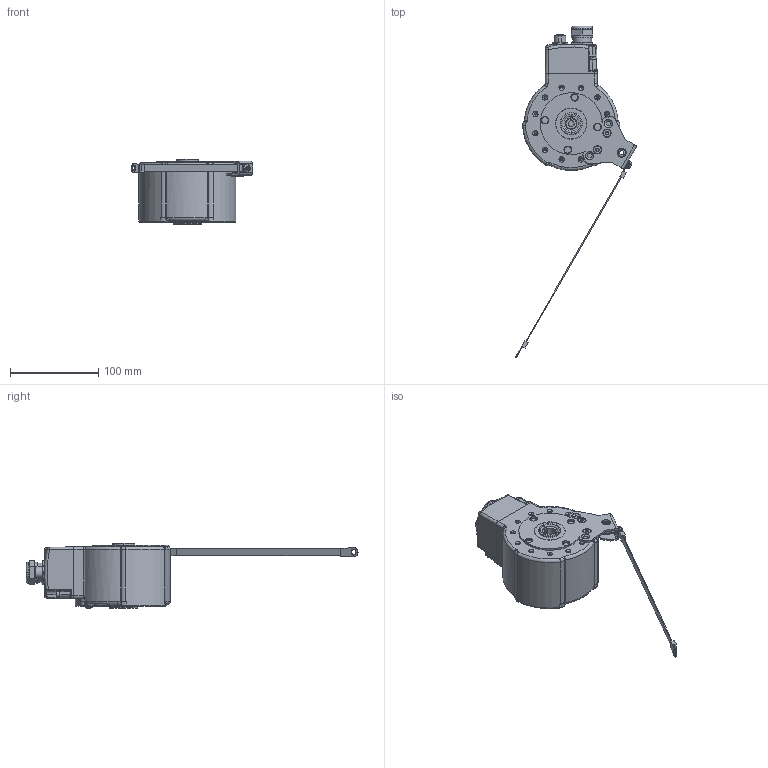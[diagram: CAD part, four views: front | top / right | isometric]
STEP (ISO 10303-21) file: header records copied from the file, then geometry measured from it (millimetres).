
FILE_DESCRIPTION((''),'2;1');
FILE_NAME('809715-K01_ASM_SW0001','2011-11-04T',('SE2994'),(''),'PRO/ENGINEER BY PARAMETRIC TECHNOLOGY CORPORATION, 2010180','PRO/ENGINEER BY PARAMETRIC TECHNOLOGY CORPORATION, 2010180','');
FILE_SCHEMA(('CONFIG_CONTROL_DESIGN','SHAPE_APPEARANCE_LAYERS_GROUPS'));
Length unit declared in the file: millimetre
Products named in the file (1): 809715-K01_ASM_SW0001
Bounding box: 137.57 x 375.78 x 73.8 mm (x, y, z)
Volume: 314561.3 mm3; surface area: 128622.4 mm2
Topology: 2 solids, 3 shells, 1224 faces, 3202 edges, 2055 vertices
Faces by surface type: cylinder 520, plane 360, cone 145, torus 125, bspline 44, sphere 26, extrusion 3, revolution 1
Entity records: 49593 total; most frequent: CARTESIAN_POINT 10872, DIRECTION 6980, ORIENTED_EDGE 6320, EDGE_CURVE 3160, AXIS2_PLACEMENT_3D 2946, VERTEX_POINT 2055, CIRCLE 1770, EDGE_LOOP 1365
